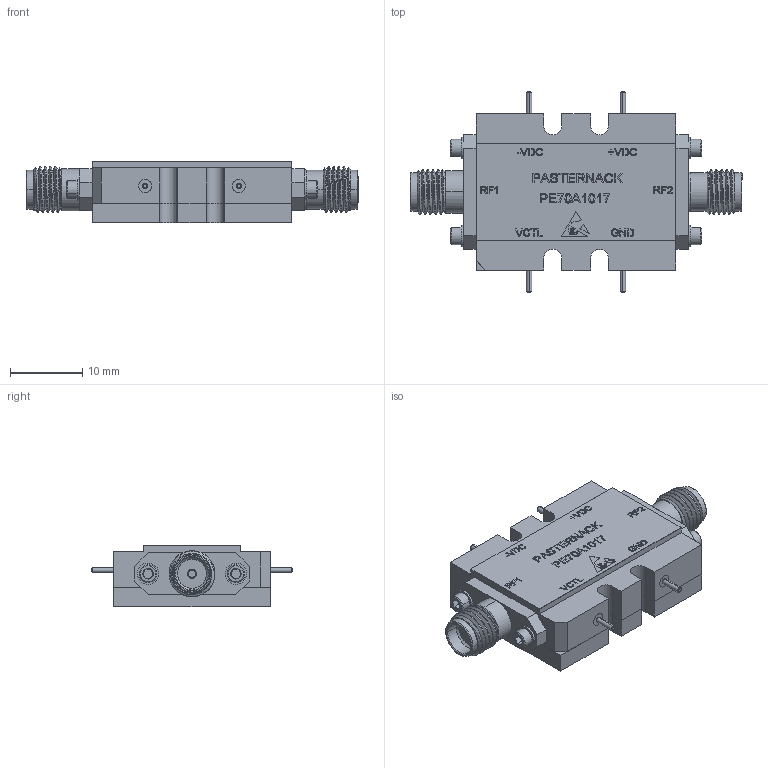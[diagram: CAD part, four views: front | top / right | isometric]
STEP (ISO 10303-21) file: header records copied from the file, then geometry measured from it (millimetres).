
FILE_DESCRIPTION (( 'STEP AP203' ), '1' );
FILE_NAME ('PE70A1017.step', '2018-09-05T15:29:11', ( '' ), ( '' ), 'SwSTEP 2.0', 'SolidWorks 2017', '' );
FILE_SCHEMA (( 'CONFIG_CONTROL_DESIGN' ));
Products named in the file (1): PE70A1017
Bounding box: 45.87 x 27.69 x 8.51 mm (x, y, z)
Volume: 5296.5 mm3; surface area: 4628.7 mm2
Topology: 11 solids, 11 shells, 1047 faces, 2717 edges, 1780 vertices
Faces by surface type: plane 514, cylinder 248, bspline 197, cone 86, torus 2
Entity records: 46651 total; most frequent: CARTESIAN_POINT 23136, ORIENTED_EDGE 5434, DIRECTION 3930, EDGE_CURVE 2717, VERTEX_POINT 1780, LINE 1642, VECTOR 1642, EDGE_LOOP 1151
